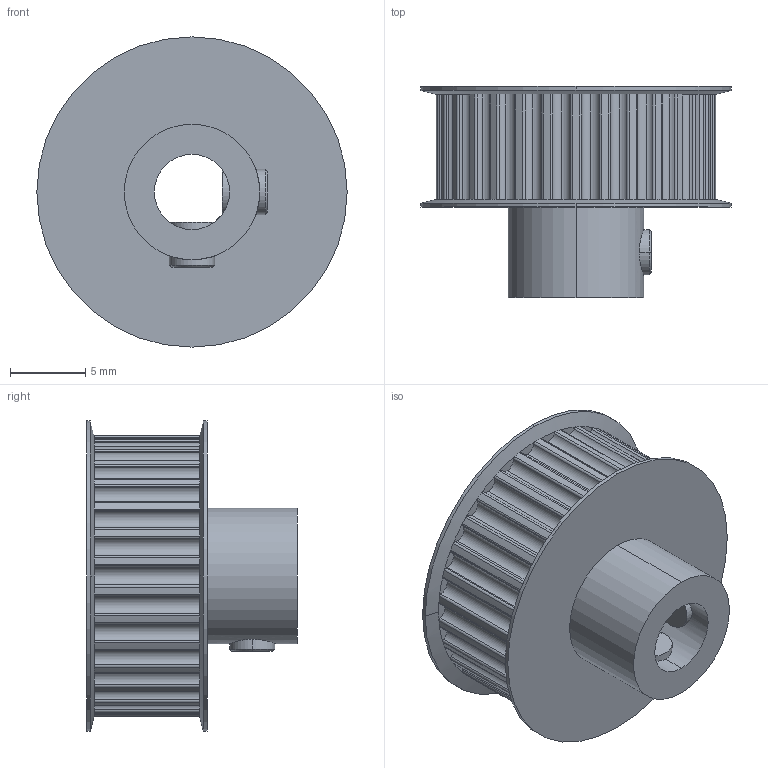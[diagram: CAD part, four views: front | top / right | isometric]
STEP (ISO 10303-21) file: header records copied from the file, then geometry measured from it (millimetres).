
FILE_DESCRIPTION (( 'STEP AP214' ), '1' );
FILE_NAME ('GT2 2mm Aluminum Timing Pulley - 30 Tooth.step', '2015-01-21T14:39:41', ( 'Mark' ), ( '' ), 'SwSTEP 2.0', 'SolidWorks 2013', '' );
FILE_SCHEMA (( 'AUTOMOTIVE_DESIGN' ));
Length unit declared in the file: millimetre
Products named in the file (1): GT2 2mm Aluminum Timing Pulley - 30 Tooth
Bounding box: 20.6 x 14 x 20.6 mm (x, y, z)
Volume: 2159.9 mm3; surface area: 1862.8 mm2
Topology: 3 solids, 3 shells, 259 faces, 626 edges, 374 vertices
Faces by surface type: cylinder 162, plane 81, cone 12, bspline 4
Entity records: 10537 total; most frequent: CARTESIAN_POINT 3891, DIRECTION 1508, ORIENTED_EDGE 1252, AXIS2_PLACEMENT_3D 648, EDGE_CURVE 626, CIRCLE 392, VERTEX_POINT 374, EDGE_LOOP 266
